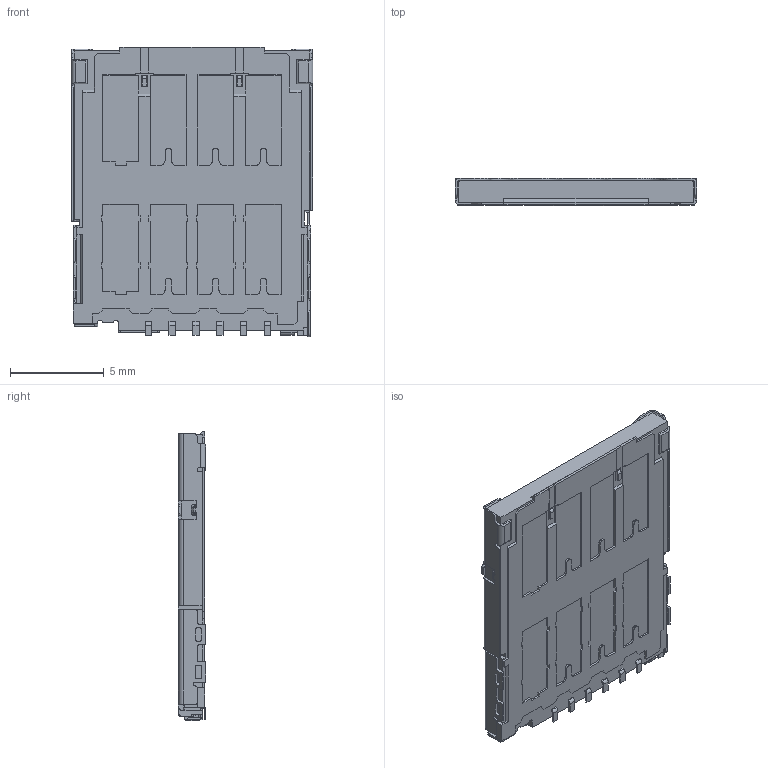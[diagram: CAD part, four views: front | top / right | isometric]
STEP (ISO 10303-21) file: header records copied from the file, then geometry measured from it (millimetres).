
FILE_DESCRIPTION(('STEP AP214'),'1');
FILE_NAME('sf53s006vcbr2000.stp','2019-11-06T00:03:22',('TraceParts'),('TraceParts S.A.'),'Spatial InterOp 3D',' ',' ');
FILE_SCHEMA(('AUTOMOTIVE_DESIGN { 1 0 10303 214 1 1 1 1 }'));
Length unit declared in the file: millimetre
Products named in the file (1): sf53s006vcbr2000
Bounding box: 12.9 x 1.45 x 15.45 mm (x, y, z)
Volume: 244.3 mm3; surface area: 502.1 mm2
Topology: 1 solids, 3 shells, 840 faces, 2296 edges, 1486 vertices
Faces by surface type: plane 575, cylinder 226, cone 23, sphere 12, bspline 4
Entity records: 26346 total; most frequent: CARTESIAN_POINT 4801, ORIENTED_EDGE 4592, DIRECTION 4389, EDGE_CURVE 2296, LINE 1789, VECTOR 1789, VERTEX_POINT 1486, AXIS2_PLACEMENT_3D 1300
